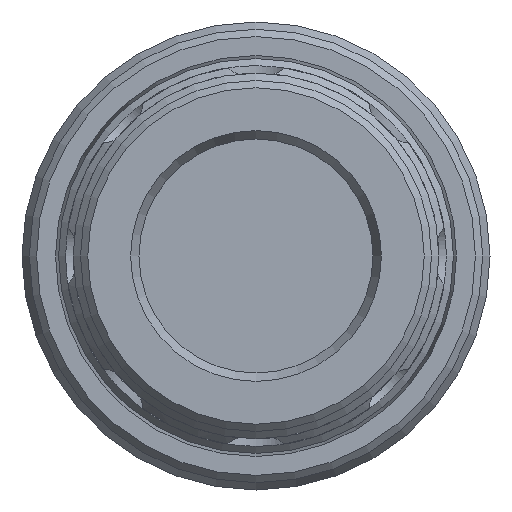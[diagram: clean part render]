
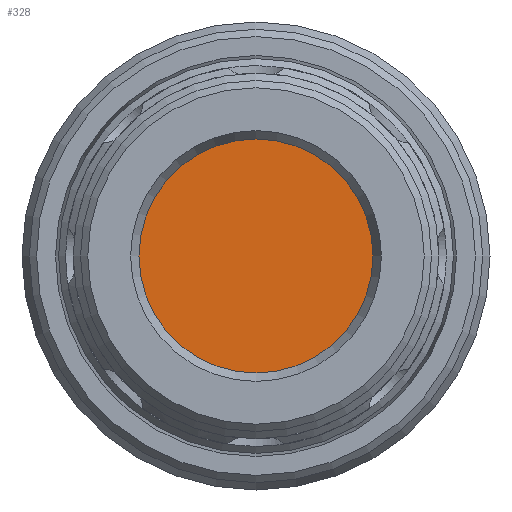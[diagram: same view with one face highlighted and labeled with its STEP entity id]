
A CAD part, front view. The second image highlights one B-rep face of the part: STEP entity #328.
In plain terms, the highlighted planar face has unit normal (0, -1, 0).
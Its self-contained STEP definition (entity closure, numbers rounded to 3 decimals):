
#111=FACE_OUTER_BOUND('',#679,.T.);
#240=PLANE('',#1480);
#328=ADVANCED_FACE('',(#111),#240,.T.);
#679=EDGE_LOOP('',(#947));
#947=ORIENTED_EDGE('',*,*,#1210,.T.);
#1075=VERTEX_POINT('',#3140);
#1210=EDGE_CURVE('',#1075,#1075,#1304,.T.);
#1304=CIRCLE('',#1468,8.);
#1468=AXIS2_PLACEMENT_3D('',#3139,#1807,#1808);
#1480=AXIS2_PLACEMENT_3D('',#3153,#1831,#1832);
#1807=DIRECTION('',(0.,-1.,0.));
#1808=DIRECTION('',(0.,0.,1.));
#1831=DIRECTION('',(0.,-1.,0.));
#1832=DIRECTION('',(0.,0.,-1.));
#3139=CARTESIAN_POINT('',(16.868,7.358,0.));
#3140=CARTESIAN_POINT('',(16.868,7.358,8.));
#3153=CARTESIAN_POINT('',(16.868,7.358,0.));
